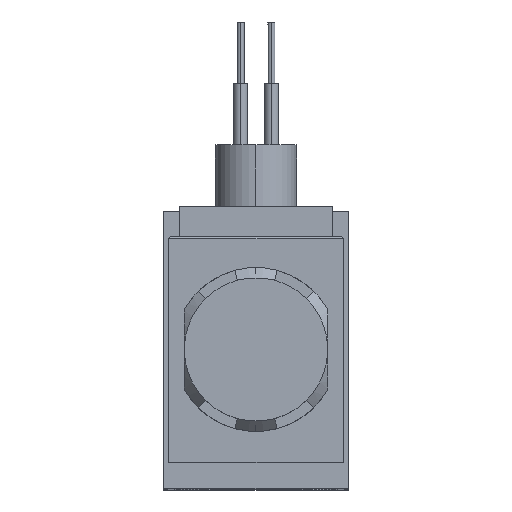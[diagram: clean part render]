
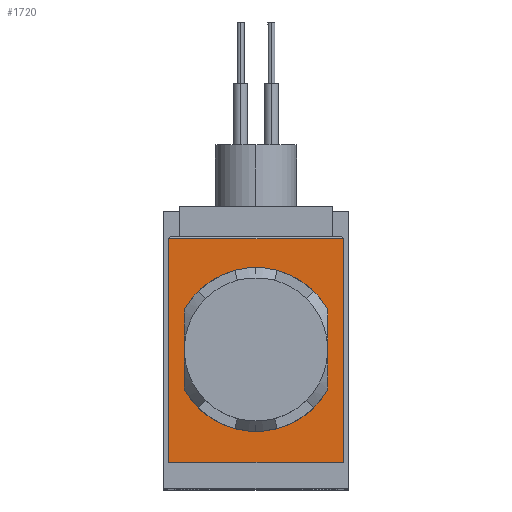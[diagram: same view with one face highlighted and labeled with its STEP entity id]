
A CAD part, top view. The second image highlights one B-rep face of the part: STEP entity #1720.
In plain terms, the highlighted planar face has unit normal (0, 0, 1).
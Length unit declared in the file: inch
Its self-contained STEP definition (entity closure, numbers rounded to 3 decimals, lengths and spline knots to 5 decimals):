
#142 = DIRECTION ( 'NONE',  ( 0., -1., 0. ) ) ;
#371 = AXIS2_PLACEMENT_3D ( 'NONE', #3691, #3708, #3734 ) ;
#381 = CARTESIAN_POINT ( 'NONE',  ( 0.27559, -0.15248, 2.28346 ) ) ;
#784 = VERTEX_POINT ( 'NONE', #7861 ) ;
#795 = CARTESIAN_POINT ( 'NONE',  ( -0.33465, -0.43307, 2.28346 ) ) ;
#920 = ORIENTED_EDGE ( 'NONE', *, *, #7423, .F. ) ;
#1138 = ORIENTED_EDGE ( 'NONE', *, *, #3309, .F. ) ;
#1623 = FACE_BOUND ( 'NONE', #6743, .T. ) ;
#1717 = FACE_OUTER_BOUND ( 'NONE', #5459, .T. ) ;
#1718 = VERTEX_POINT ( 'NONE', #5437 ) ;
#1720 = ADVANCED_FACE ( 'NONE', ( #1623, #1717 ), #5347, .F. ) ;
#1902 = CARTESIAN_POINT ( 'NONE',  ( -0.27559, -0.15248, 2.28346 ) ) ;
#2051 = VERTEX_POINT ( 'NONE', #3059 ) ;
#2131 = DIRECTION ( 'NONE',  ( 0., -1., 0. ) ) ;
#2218 = CARTESIAN_POINT ( 'NONE',  ( 0.33465, 0.4252, 2.28346 ) ) ;
#2261 = ORIENTED_EDGE ( 'NONE', *, *, #2562, .F. ) ;
#2364 = DIRECTION ( 'NONE',  ( 1., 0., 0. ) ) ;
#2462 = CARTESIAN_POINT ( 'NONE',  ( 0., 0., 2.28346 ) ) ;
#2535 = CARTESIAN_POINT ( 'NONE',  ( 0., 0.4252, 2.28346 ) ) ;
#2562 = EDGE_CURVE ( 'NONE', #2670, #6296, #3017, .T. ) ;
#2670 = VERTEX_POINT ( 'NONE', #2218 ) ;
#2754 = ORIENTED_EDGE ( 'NONE', *, *, #2758, .F. ) ;
#2758 = EDGE_CURVE ( 'NONE', #6296, #5544, #3415, .T. ) ;
#2963 = ORIENTED_EDGE ( 'NONE', *, *, #3156, .F. ) ;
#3017 = LINE ( 'NONE', #3173, #3052 ) ;
#3039 = ORIENTED_EDGE ( 'NONE', *, *, #3413, .F. ) ;
#3052 = VECTOR ( 'NONE', #2131, 39.37008 ) ;
#3059 = CARTESIAN_POINT ( 'NONE',  ( -0.27559, 0.15248, 2.28346 ) ) ;
#3062 = CARTESIAN_POINT ( 'NONE',  ( 0.33465, -0.43307, 2.28346 ) ) ;
#3074 = AXIS2_PLACEMENT_3D ( 'NONE', #2462, #5267, #5303 ) ;
#3156 = EDGE_CURVE ( 'NONE', #2051, #6485, #3951, .T. ) ;
#3173 = CARTESIAN_POINT ( 'NONE',  ( 0.33465, -0.43307, 2.28346 ) ) ;
#3309 = EDGE_CURVE ( 'NONE', #6485, #4130, #4201, .T. ) ;
#3370 = CIRCLE ( 'NONE', #5746, 0.31496 ) ;
#3413 = EDGE_CURVE ( 'NONE', #5544, #1718, #4226, .T. ) ;
#3415 = LINE ( 'NONE', #4023, #3436 ) ;
#3436 = VECTOR ( 'NONE', #4104, 39.37008 ) ;
#3456 = ORIENTED_EDGE ( 'NONE', *, *, #7042, .F. ) ;
#3491 = DIRECTION ( 'NONE',  ( 0., 1., 0. ) ) ;
#3691 = CARTESIAN_POINT ( 'NONE',  ( 0., 0., 2.28346 ) ) ;
#3708 = DIRECTION ( 'NONE',  ( 0., 0., 1. ) ) ;
#3734 = DIRECTION ( 'NONE',  ( -1., 0., 0. ) ) ;
#3935 = ORIENTED_EDGE ( 'NONE', *, *, #5106, .F. ) ;
#3951 = LINE ( 'NONE', #4443, #4018 ) ;
#4018 = VECTOR ( 'NONE', #142, 39.37008 ) ;
#4023 = CARTESIAN_POINT ( 'NONE',  ( -0.33465, -0.43307, 2.28346 ) ) ;
#4104 = DIRECTION ( 'NONE',  ( -1., 0., 0. ) ) ;
#4130 = VERTEX_POINT ( 'NONE', #381 ) ;
#4201 = CIRCLE ( 'NONE', #371, 0.31496 ) ;
#4226 = LINE ( 'NONE', #5210, #4407 ) ;
#4388 = LINE ( 'NONE', #2535, #4405 ) ;
#4405 = VECTOR ( 'NONE', #2364, 39.37008 ) ;
#4407 = VECTOR ( 'NONE', #3491, 39.37008 ) ;
#4443 = CARTESIAN_POINT ( 'NONE',  ( -0.27559, 0., 2.28346 ) ) ;
#5106 = EDGE_CURVE ( 'NONE', #4130, #784, #7086, .T. ) ;
#5210 = CARTESIAN_POINT ( 'NONE',  ( -0.33465, 0.43307, 2.28346 ) ) ;
#5267 = DIRECTION ( 'NONE',  ( 0., 0., -1. ) ) ;
#5303 = DIRECTION ( 'NONE',  ( -1., 0., 0. ) ) ;
#5347 = PLANE ( 'NONE',  #3074 ) ;
#5437 = CARTESIAN_POINT ( 'NONE',  ( -0.33465, 0.4252, 2.28346 ) ) ;
#5459 = EDGE_LOOP ( 'NONE', ( #3039, #2754, #2261, #920 ) ) ;
#5544 = VERTEX_POINT ( 'NONE', #795 ) ;
#5746 = AXIS2_PLACEMENT_3D ( 'NONE', #6643, #6639, #6627 ) ;
#6296 = VERTEX_POINT ( 'NONE', #3062 ) ;
#6337 = DIRECTION ( 'NONE',  ( 0., 1., 0. ) ) ;
#6485 = VERTEX_POINT ( 'NONE', #1902 ) ;
#6540 = CARTESIAN_POINT ( 'NONE',  ( 0.27559, 0., 2.28346 ) ) ;
#6627 = DIRECTION ( 'NONE',  ( -1., 0., 0. ) ) ;
#6639 = DIRECTION ( 'NONE',  ( 0., 0., 1. ) ) ;
#6643 = CARTESIAN_POINT ( 'NONE',  ( 0., 0., 2.28346 ) ) ;
#6743 = EDGE_LOOP ( 'NONE', ( #2963, #3456, #3935, #1138 ) ) ;
#7042 = EDGE_CURVE ( 'NONE', #784, #2051, #3370, .T. ) ;
#7086 = LINE ( 'NONE', #6540, #7110 ) ;
#7110 = VECTOR ( 'NONE', #6337, 39.37008 ) ;
#7423 = EDGE_CURVE ( 'NONE', #1718, #2670, #4388, .T. ) ;
#7861 = CARTESIAN_POINT ( 'NONE',  ( 0.27559, 0.15248, 2.28346 ) ) ;
